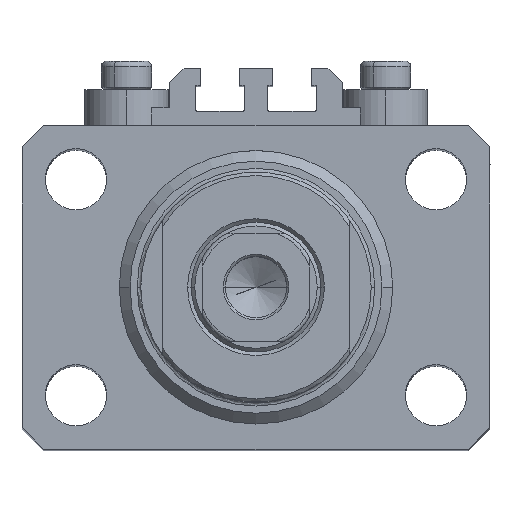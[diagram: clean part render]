
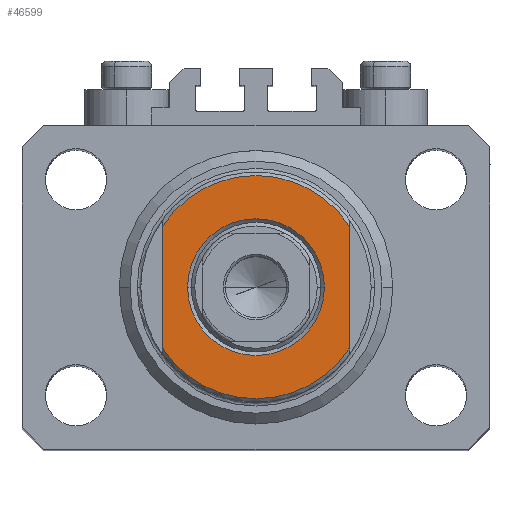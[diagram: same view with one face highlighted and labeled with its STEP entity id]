
A CAD part, top view. The second image highlights one B-rep face of the part: STEP entity #46599.
In plain terms, the highlighted face is planar.
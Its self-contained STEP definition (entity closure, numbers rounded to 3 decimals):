
#968 = VERTEX_POINT ( 'NONE', #14787 ) ;
#1342 = FACE_BOUND ( 'NONE', #20962, .T. ) ;
#1699 = LINE ( 'NONE', #12937, #24120 ) ;
#2257 = CIRCLE ( 'NONE', #6079, 15.5 ) ;
#4862 = DIRECTION ( 'NONE',  ( -1., 0., 0. ) ) ;
#4945 = CARTESIAN_POINT ( 'NONE',  ( 0., 0., -6.5 ) ) ;
#6079 = AXIS2_PLACEMENT_3D ( 'NONE', #36474, #33114, #21653 ) ;
#6461 = CARTESIAN_POINT ( 'NONE',  ( 13., -8.441, -6.5 ) ) ;
#7990 = AXIS2_PLACEMENT_3D ( 'NONE', #34795, #24251, #31203 ) ;
#8211 = ORIENTED_EDGE ( 'NONE', *, *, #35848, .T. ) ;
#9000 = PLANE ( 'NONE',  #45740 ) ;
#9183 = VERTEX_POINT ( 'NONE', #32192 ) ;
#9457 = CARTESIAN_POINT ( 'NONE',  ( 0., 0., -6.5 ) ) ;
#11409 = CARTESIAN_POINT ( 'NONE',  ( 13., 8.441, -6.5 ) ) ;
#11771 = VERTEX_POINT ( 'NONE', #11409 ) ;
#11919 = LINE ( 'NONE', #26491, #20195 ) ;
#12093 = ORIENTED_EDGE ( 'NONE', *, *, #44404, .T. ) ;
#12478 = DIRECTION ( 'NONE',  ( 0., -1., 0. ) ) ;
#12937 = CARTESIAN_POINT ( 'NONE',  ( 13., -43.081, -6.5 ) ) ;
#13045 = DIRECTION ( 'NONE',  ( 0., 0., 1. ) ) ;
#14502 = VERTEX_POINT ( 'NONE', #42309 ) ;
#14787 = CARTESIAN_POINT ( 'NONE',  ( -13., -8.441, -6.5 ) ) ;
#15549 = CARTESIAN_POINT ( 'NONE',  ( -9.5, 0., -6.5 ) ) ;
#16179 = DIRECTION ( 'NONE',  ( -1., 0., 0. ) ) ;
#17151 = ORIENTED_EDGE ( 'NONE', *, *, #23572, .T. ) ;
#17368 = EDGE_CURVE ( 'NONE', #24841, #9183, #25467, .T. ) ;
#19680 = DIRECTION ( 'NONE',  ( 0., 0., 1. ) ) ;
#20195 = VECTOR ( 'NONE', #37975, 1000. ) ;
#20652 = EDGE_CURVE ( 'NONE', #14502, #968, #11919, .T. ) ;
#20962 = EDGE_LOOP ( 'NONE', ( #22438, #12093 ) ) ;
#21139 = EDGE_CURVE ( 'NONE', #45456, #968, #41617, .T. ) ;
#21653 = DIRECTION ( 'NONE',  ( -1., 0., 0. ) ) ;
#22438 = ORIENTED_EDGE ( 'NONE', *, *, #17368, .T. ) ;
#23572 = EDGE_CURVE ( 'NONE', #11771, #45456, #1699, .T. ) ;
#24120 = VECTOR ( 'NONE', #12478, 1000. ) ;
#24251 = DIRECTION ( 'NONE',  ( 0., 0., -1. ) ) ;
#24841 = VERTEX_POINT ( 'NONE', #15549 ) ;
#25467 = CIRCLE ( 'NONE', #39999, 9.5 ) ;
#25734 = CIRCLE ( 'NONE', #37988, 9.5 ) ;
#26491 = CARTESIAN_POINT ( 'NONE',  ( -13., -43.081, -6.5 ) ) ;
#27380 = DIRECTION ( 'NONE',  ( -1., 0., 0. ) ) ;
#30291 = ORIENTED_EDGE ( 'NONE', *, *, #21139, .T. ) ;
#31203 = DIRECTION ( 'NONE',  ( -1., 0., 0. ) ) ;
#32192 = CARTESIAN_POINT ( 'NONE',  ( 9.5, 0., -6.5 ) ) ;
#33114 = DIRECTION ( 'NONE',  ( 0., 0., -1. ) ) ;
#34795 = CARTESIAN_POINT ( 'NONE',  ( 0., 0., -6.5 ) ) ;
#35848 = EDGE_CURVE ( 'NONE', #14502, #11771, #2257, .T. ) ;
#36474 = CARTESIAN_POINT ( 'NONE',  ( 0., 0., -6.5 ) ) ;
#37639 = CARTESIAN_POINT ( 'NONE',  ( 0., 0., -6.5 ) ) ;
#37975 = DIRECTION ( 'NONE',  ( 0., -1., 0. ) ) ;
#37988 = AXIS2_PLACEMENT_3D ( 'NONE', #9457, #13045, #27380 ) ;
#38659 = DIRECTION ( 'NONE',  ( 0., 0., -1. ) ) ;
#39999 = AXIS2_PLACEMENT_3D ( 'NONE', #37639, #19680, #4862 ) ;
#40878 = EDGE_LOOP ( 'NONE', ( #8211, #17151, #30291, #45665 ) ) ;
#41617 = CIRCLE ( 'NONE', #7990, 15.5 ) ;
#42309 = CARTESIAN_POINT ( 'NONE',  ( -13., 8.441, -6.5 ) ) ;
#44404 = EDGE_CURVE ( 'NONE', #9183, #24841, #25734, .T. ) ;
#45456 = VERTEX_POINT ( 'NONE', #6461 ) ;
#45665 = ORIENTED_EDGE ( 'NONE', *, *, #20652, .F. ) ;
#45740 = AXIS2_PLACEMENT_3D ( 'NONE', #4945, #38659, #16179 ) ;
#45848 = FACE_OUTER_BOUND ( 'NONE', #40878, .T. ) ;
#46599 = ADVANCED_FACE ( 'NONE', ( #1342, #45848 ), #9000, .T. ) ;
